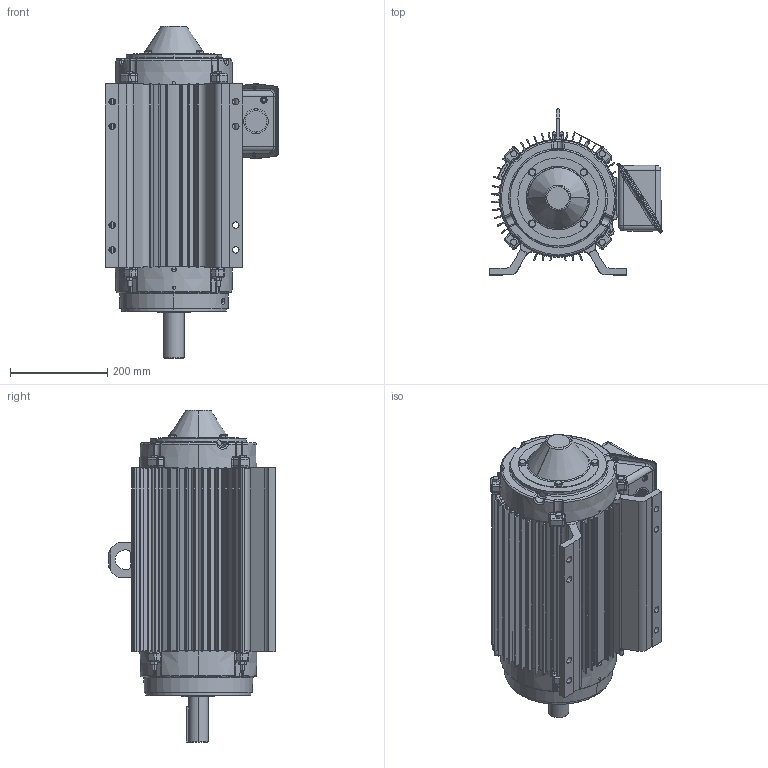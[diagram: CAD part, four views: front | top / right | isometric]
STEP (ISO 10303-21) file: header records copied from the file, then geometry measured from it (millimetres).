
FILE_DESCRIPTION (( 'STEP AP214' ), '1' );
FILE_NAME ('Y548.STEP', '2023-02-07T00:51:49', ( '' ), ( '' ), 'SwSTEP 2.0', 'SolidWorks 2021', '' );
FILE_SCHEMA (( 'AUTOMOTIVE_DESIGN' ));
Length unit declared in the file: inch
Products named in the file (1): Y548
Bounding box: 356.56 x 341.88 x 682.67 mm (x, y, z)
Volume: 6396053.7 mm3; surface area: 2076282.9 mm2
Topology: 39 solids, 39 shells, 3070 faces, 7659 edges, 4651 vertices
Faces by surface type: cylinder 853, plane 752, bspline 610, cone 370, torus 348, sphere 137
Entity records: 142865 total; most frequent: CARTESIAN_POINT 73284, ORIENTED_EDGE 15168, DIRECTION 13894, EDGE_CURVE 7584, AXIS2_PLACEMENT_3D 5646, VERTEX_POINT 4647, EDGE_LOOP 3243, CIRCLE 3185
